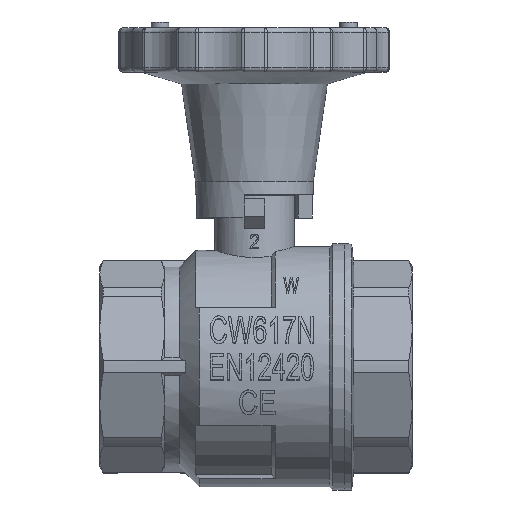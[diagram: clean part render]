
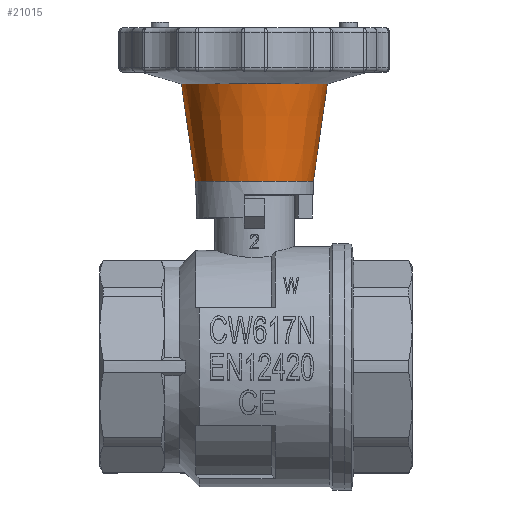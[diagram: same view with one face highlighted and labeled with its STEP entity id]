
A CAD part, top view. The second image highlights one B-rep face of the part: STEP entity #21015.
In plain terms, the highlighted conical face has half-angle 8.191 degrees and reference radius 22.375 mm.
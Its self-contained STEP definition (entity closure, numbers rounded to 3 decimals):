
#186=CONICAL_SURFACE('',#22813,22.375,0.143);
#5994=ORIENTED_EDGE('',*,*,#12022,.T.);
#5995=ORIENTED_EDGE('',*,*,#12023,.F.);
#12022=EDGE_CURVE('',#15104,#15104,#17288,.T.);
#12023=EDGE_CURVE('',#15105,#15105,#17289,.T.);
#15104=VERTEX_POINT('',#31401);
#15105=VERTEX_POINT('',#31404);
#17288=CIRCLE('',#22812,20.);
#17289=CIRCLE('',#22814,24.75);
#18059=EDGE_LOOP('',(#5994));
#18060=EDGE_LOOP('',(#5995));
#19439=FACE_BOUND('',#18059,.T.);
#19440=FACE_BOUND('',#18060,.T.);
#21015=ADVANCED_FACE('',(#19439,#19440),#186,.T.);
#22812=AXIS2_PLACEMENT_3D('',#31400,#25400,#25401);
#22813=AXIS2_PLACEMENT_3D('',#31402,#25402,#25403);
#22814=AXIS2_PLACEMENT_3D('',#31403,#25404,#25405);
#25400=DIRECTION('',(0.,1.,0.));
#25401=DIRECTION('',(0.89,0.,0.456));
#25402=DIRECTION('',(0.,1.,0.));
#25403=DIRECTION('',(1.,0.,0.));
#25404=DIRECTION('',(0.,1.,0.));
#25405=DIRECTION('',(1.,0.,0.));
#31400=CARTESIAN_POINT('',(0.,12.5,0.));
#31401=CARTESIAN_POINT('',(17.799,12.5,9.121));
#31402=CARTESIAN_POINT('',(0.,29.,0.));
#31403=CARTESIAN_POINT('',(0.,45.5,0.));
#31404=CARTESIAN_POINT('',(24.75,45.5,0.));
